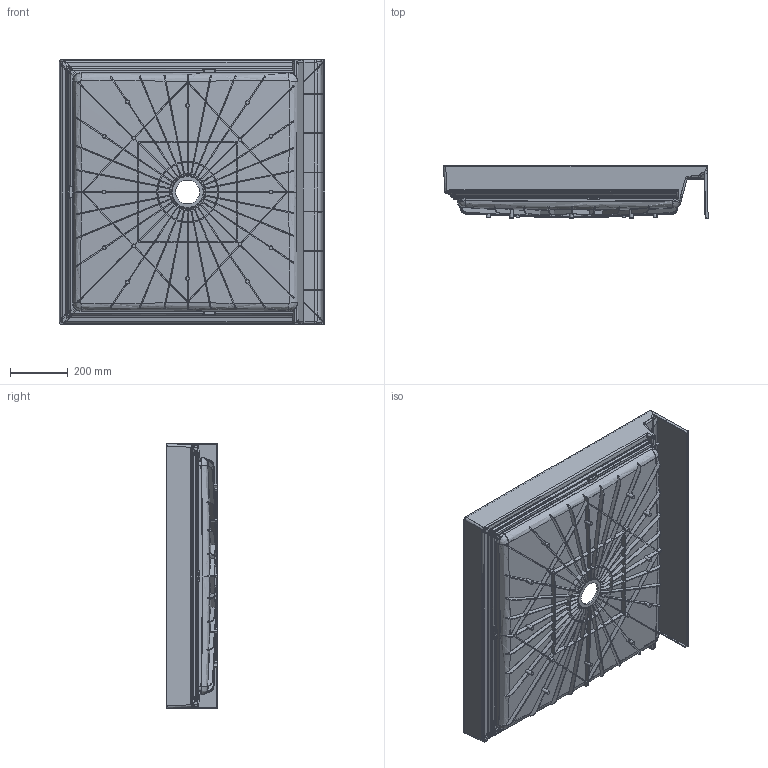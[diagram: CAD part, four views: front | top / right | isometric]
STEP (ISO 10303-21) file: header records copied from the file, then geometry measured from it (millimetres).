
FILE_DESCRIPTION (( 'STEP AP203' ), '1' );
FILE_NAME ('VP3636CPANNS.STEP', '2023-05-22T18:30:58', ( '' ), ( '' ), 'SwSTEP 2.0', 'SolidWorks 2020', '' );
FILE_SCHEMA (( 'CONFIG_CONTROL_DESIGN' ));
Products named in the file (1): VP3636CPANNS
Bounding box: 915.93 x 178.82 x 914.46 mm (x, y, z)
Volume: 5654367.3 mm3; surface area: 3156804.7 mm2
Topology: 1 solids, 1 shells, 1872 faces, 5011 edges, 3089 vertices
Faces by surface type: plane 666, bspline 486, cylinder 375, cone 215, torus 102, sphere 28
Entity records: 73030 total; most frequent: CARTESIAN_POINT 34331, ORIENTED_EDGE 9882, DIRECTION 5926, EDGE_CURVE 4941, VERTEX_POINT 3089, AXIS2_PLACEMENT_3D 2367, B_SPLINE_CURVE_WITH_KNOTS 2005, EDGE_LOOP 1892
